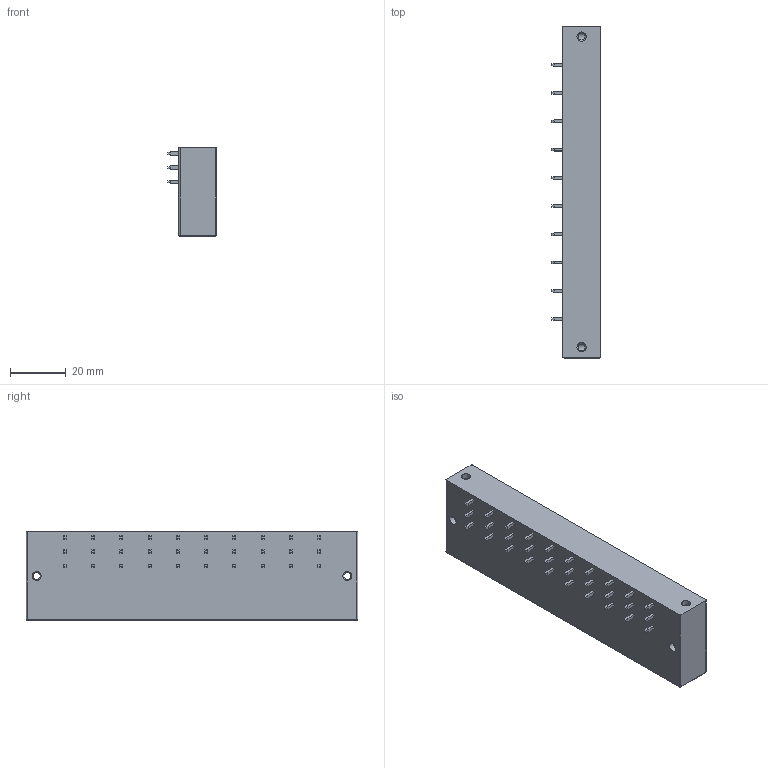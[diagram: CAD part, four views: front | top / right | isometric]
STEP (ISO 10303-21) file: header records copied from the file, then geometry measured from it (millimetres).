
FILE_DESCRIPTION((''),'2;1');
FILE_NAME('TLPHW-800RL-XXP-X','2024-09-10T14:55:04',('yanfa'),(''),'CREO PARAMETRIC BY PTC INC, 2018100','CREO PARAMETRIC BY PTC INC, 2018100','');
FILE_SCHEMA(('AUTOMOTIVE_DESIGN { 1 0 10303 214 1 1 1 1 }'));
Length unit declared in the file: millimetre
Products named in the file (1): TLPHW-800RL-XXP-X
Bounding box: 17.4 x 119.36 x 32 mm (x, y, z)
Volume: 42036.6 mm3; surface area: 17916.4 mm2
Topology: 1 solids, 1 shells, 586 faces, 1452 edges, 920 vertices
Faces by surface type: plane 418, cylinder 132, cone 22, bspline 10, sphere 4
Entity records: 17624 total; most frequent: CARTESIAN_POINT 3659, ORIENTED_EDGE 2904, DIRECTION 2749, EDGE_CURVE 1452, VECTOR 1112, LINE 1112, VERTEX_POINT 920, AXIS2_PLACEMENT_3D 817
